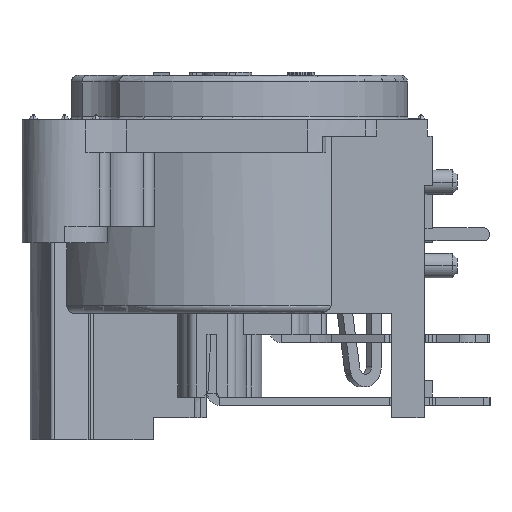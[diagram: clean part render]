
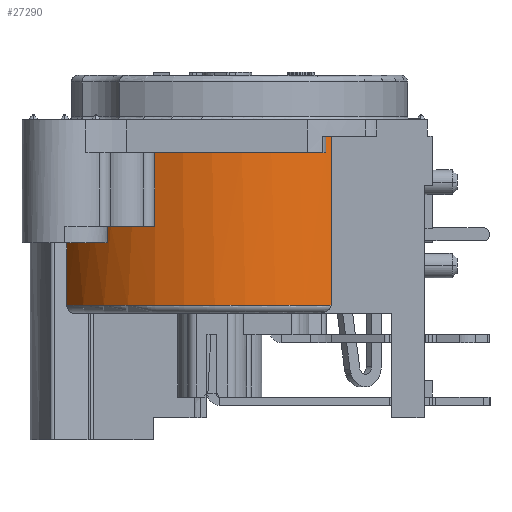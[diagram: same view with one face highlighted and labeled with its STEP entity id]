
A CAD part, left-side view. The second image highlights one B-rep face of the part: STEP entity #27290.
In plain terms, the highlighted cylindrical face has radius 11 mm (diameter 22 mm), a partial arc.
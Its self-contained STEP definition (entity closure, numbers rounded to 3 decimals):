
#691=CARTESIAN_POINT('',(0.,0.,-1.));
#692=DIRECTION('',(0.,0.,-1.));
#693=DIRECTION('',(-0.916,0.402,0.));
#694=AXIS2_PLACEMENT_3D('',#691,#692,#693);
#7953=DIRECTION('',(0.,0.,-1.));
#7954=VECTOR('',#7953,10.3);
#7955=CARTESIAN_POINT('',(-9.,-6.325,4.5));
#7956=LINE('',#7955,#7954);
#7957=DIRECTION('',(0.,0.,-1.));
#7958=VECTOR('',#7957,4.5);
#7959=CARTESIAN_POINT('',(-6.06,9.18,3.5));
#7960=LINE('',#7959,#7958);
#7961=DIRECTION('',(0.,0.,1.));
#7962=VECTOR('',#7961,4.5);
#7963=CARTESIAN_POINT('',(-10.073,4.42,-1.));
#7964=LINE('',#7963,#7962);
#7965=CARTESIAN_POINT('',(0.,0.,4.5));
#7966=DIRECTION('',(0.,0.,1.));
#7967=DIRECTION('',(-0.838,-0.545,0.));
#7968=AXIS2_PLACEMENT_3D('',#7965,#7966,#7967);
#8007=CARTESIAN_POINT('',(0.,0.,3.5));
#8008=DIRECTION('',(0.,0.,-1.));
#8009=DIRECTION('',(-0.551,0.835,0.));
#8010=AXIS2_PLACEMENT_3D('',#8007,#8008,#8009);
#8051=CARTESIAN_POINT('',(0.,0.,3.5));
#8052=DIRECTION('',(0.,0.,-1.));
#8053=DIRECTION('',(-0.838,-0.545,0.));
#8054=AXIS2_PLACEMENT_3D('',#8051,#8052,#8053);
#8104=DIRECTION('',(0.,0.,-1.));
#8105=VECTOR('',#8104,9.3);
#8106=CARTESIAN_POINT('',(-5.056,9.769,3.5));
#8107=LINE('',#8106,#8105);
#8122=CARTESIAN_POINT('',(0.,0.,-5.8));
#8123=DIRECTION('',(0.,0.,-1.));
#8124=DIRECTION('',(-0.818,-0.575,0.));
#8125=AXIS2_PLACEMENT_3D('',#8122,#8123,#8124);
#10565=DIRECTION('',(0.,0.,-1.));
#10566=VECTOR('',#10565,1.);
#10567=CARTESIAN_POINT('',(-9.22,-6.,4.5));
#10568=LINE('',#10567,#10566);
#14039=CARTESIAN_POINT('',(-6.06,9.18,3.5));
#14040=CARTESIAN_POINT('',(-5.056,9.769,3.5));
#14041=VERTEX_POINT('',#14039);
#14042=VERTEX_POINT('',#14040);
#14118=CARTESIAN_POINT('',(-6.06,9.18,-1.));
#14119=VERTEX_POINT('',#14118);
#14220=CARTESIAN_POINT('',(-9.22,-6.,3.5));
#14222=VERTEX_POINT('',#14220);
#14374=CARTESIAN_POINT('',(-10.073,4.42,-1.));
#14375=CARTESIAN_POINT('',(-10.073,4.42,3.5));
#14376=VERTEX_POINT('',#14374);
#14377=VERTEX_POINT('',#14375);
#14478=CARTESIAN_POINT('',(-9.,-6.325,-5.8));
#14479=CARTESIAN_POINT('',(-5.056,9.769,-5.8));
#14480=VERTEX_POINT('',#14478);
#14481=VERTEX_POINT('',#14479);
#15353=CARTESIAN_POINT('',(-9.22,-6.,4.5));
#15354=CARTESIAN_POINT('',(-9.,-6.325,4.5));
#15355=VERTEX_POINT('',#15353);
#15356=VERTEX_POINT('',#15354);
#27266=CARTESIAN_POINT('',(0.,0.,-13.693));
#27267=DIRECTION('',(0.,0.,1.));
#27268=DIRECTION('',(0.,-1.,0.));
#27269=AXIS2_PLACEMENT_3D('',#27266,#27267,#27268);
#27270=CYLINDRICAL_SURFACE('',#27269,11.);
#27271=ORIENTED_EDGE('',*,*,#27107,.T.);
#27273=ORIENTED_EDGE('',*,*,#27272,.T.);
#27275=ORIENTED_EDGE('',*,*,#27274,.F.);
#27277=ORIENTED_EDGE('',*,*,#27276,.F.);
#27279=ORIENTED_EDGE('',*,*,#27278,.T.);
#27280=ORIENTED_EDGE('',*,*,#17541,.F.);
#27282=ORIENTED_EDGE('',*,*,#27281,.T.);
#27284=ORIENTED_EDGE('',*,*,#27283,.F.);
#27286=ORIENTED_EDGE('',*,*,#27285,.F.);
#27287=ORIENTED_EDGE('',*,*,#27117,.T.);
#27288=EDGE_LOOP('',(#27271,#27273,#27275,#27277,#27279,#27280,#27282,#27284,
#27286,#27287));
#27289=FACE_OUTER_BOUND('',#27288,.F.);
#27290=ADVANCED_FACE('',(#27289),#27270,.T.);
#695=CIRCLE('',#694,11.);
#7969=CIRCLE('',#7968,11.);
#8011=CIRCLE('',#8010,11.);
#8055=CIRCLE('',#8054,11.);
#8126=CIRCLE('',#8125,11.);
#17541=EDGE_CURVE('',#14376,#14119,#695,.T.);
#27107=EDGE_CURVE('',#15356,#14480,#7956,.T.);
#27117=EDGE_CURVE('',#15355,#15356,#7969,.T.);
#27272=EDGE_CURVE('',#14480,#14481,#8126,.T.);
#27274=EDGE_CURVE('',#14042,#14481,#8107,.T.);
#27276=EDGE_CURVE('',#14041,#14042,#8011,.T.);
#27278=EDGE_CURVE('',#14041,#14119,#7960,.T.);
#27281=EDGE_CURVE('',#14376,#14377,#7964,.T.);
#27283=EDGE_CURVE('',#14222,#14377,#8055,.T.);
#27285=EDGE_CURVE('',#15355,#14222,#10568,.T.);
